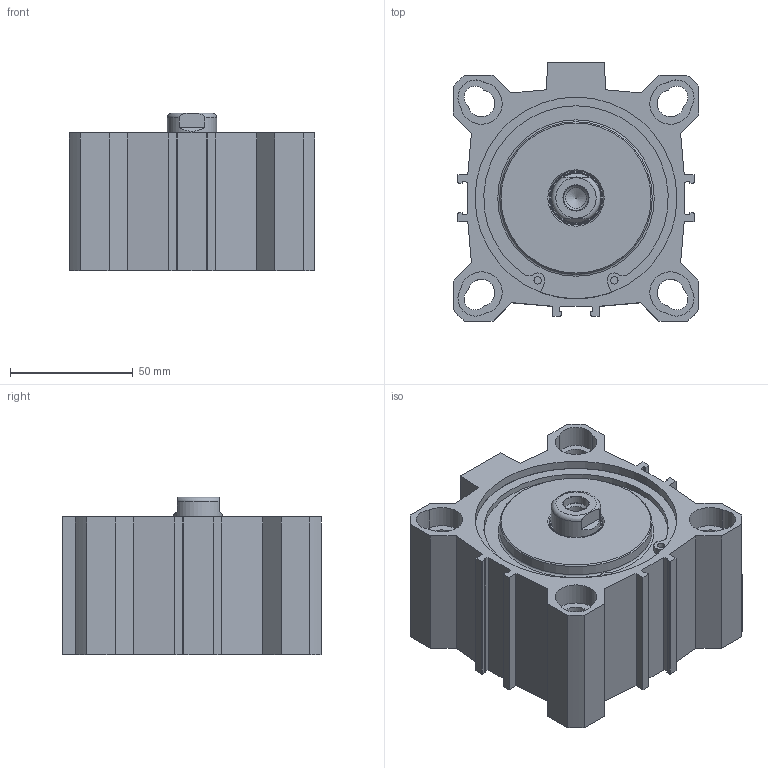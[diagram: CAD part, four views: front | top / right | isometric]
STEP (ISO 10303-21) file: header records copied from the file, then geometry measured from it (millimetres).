
FILE_DESCRIPTION((''),'2;1');
FILE_NAME('FSR080.010.GS.F.stp','2014-06-20T08:23:04',('carlo.corazza'),(''),'Autodesk Inventor 2012','Autodesk Inventor 2012','');
FILE_SCHEMA(('AUTOMOTIVE_DESIGN { 1 0 10303 214 1 1 1 1 }'));
Length unit declared in the file: millimetre
Products named in the file (5): FSR080..GS.F; CORPO-010; STELO-010; TA; TP
Assembly tree (4 placements, depth 2):
  FSR080..GS.F
    CORPO-010
    STELO-010
    TA
    TP
Bounding box: 100 x 105 x 64 mm (x, y, z)
Volume: 223978.2 mm3; surface area: 93501.7 mm2
Topology: 4 solids, 4 shells, 237 faces, 583 edges, 376 vertices
Faces by surface type: plane 106, cylinder 93, cone 28, torus 10
Full cylindrical faces by diameter (mm): 3 x4, 4.3 x2, 8.376 x2, 10.25 x1, 11.445 x2, 20 x1, 20.6 x1, 21.9 x1, 23 x1, 24.8 x1, 25 x1, 62 x2, 80 x1, 80.2 x1, 81.7 x4, 82.1 x2, 85.6 x2
Entity records: 7107 total; most frequent: CARTESIAN_POINT 1244, DIRECTION 1210, ORIENTED_EDGE 1008, EDGE_CURVE 504, AXIS2_PLACEMENT_3D 470, VERTEX_POINT 362, EDGE_LOOP 342, VECTOR 270
